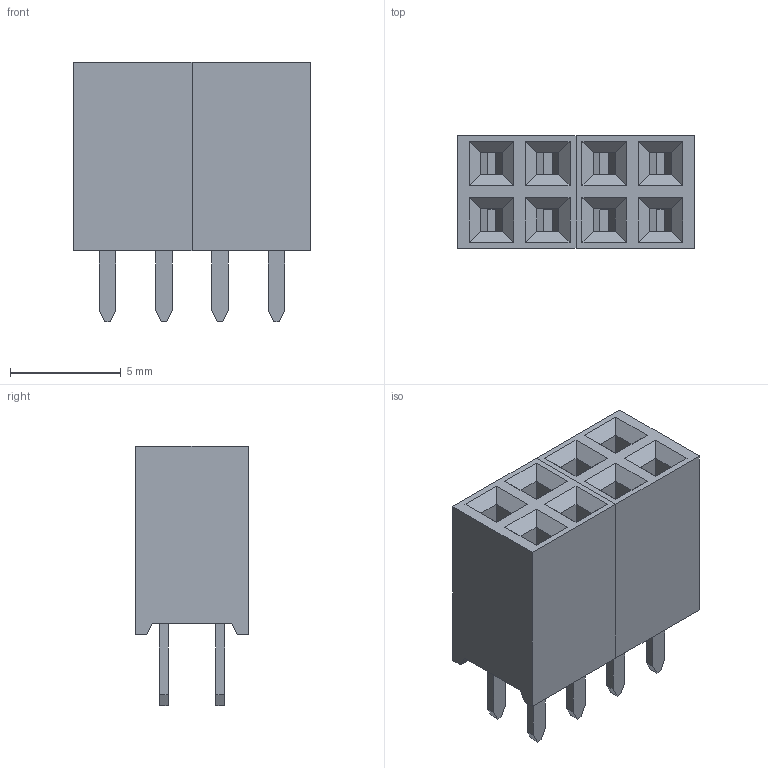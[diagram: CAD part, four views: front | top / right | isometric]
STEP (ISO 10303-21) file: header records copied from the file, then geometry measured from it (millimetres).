
FILE_DESCRIPTION(('for SolidWorks'),'2;1');
FILE_NAME( 'hdrf-2x4t_2.54x2.54_11x5.step', '2016-12-09T13:48:14',('Serg'),(''),'Open CASCADE STEP processor 6.6', 'DipTrace','Unknown');
FILE_SCHEMA(('AUTOMOTIVE_DESIGN { 1 0 10303 214 1 1 1 1 }'));
Length unit declared in the file: millimetre
Products named in the file (4): ASSEMBLY; hdrf-2x4t_2.54x2.54_11x5; hdrf-2x4t_2.54x2.54_11x5_001; hdrf-2x4t_2.54x2.54_11x5_002
Assembly tree (3 placements, depth 2):
  ASSEMBLY
    hdrf-2x4t_2.54x2.54_11x5
    hdrf-2x4t_2.54x2.54_11x5_001
    hdrf-2x4t_2.54x2.54_11x5_002
Bounding box: 10.66 x 5.08 x 11.7 mm (x, y, z)
Volume: 409.9 mm3; surface area: 898.7 mm2
Topology: 18 solids, 18 shells, 268 faces, 640 edges, 416 vertices
Faces by surface type: plane 268
Entity records: 7746 total; most frequent: CARTESIAN_POINT 1328, ORIENTED_EDGE 1280, DIRECTION 1184, EDGE_CURVE 640, LINE 640, VECTOR 640, VERTEX_POINT 416, FACE_BOUND 276
